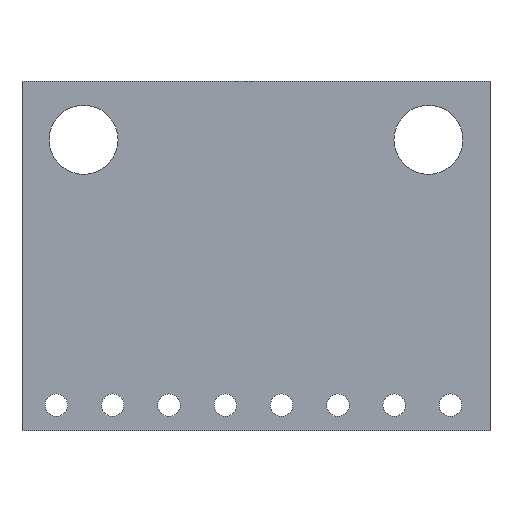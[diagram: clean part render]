
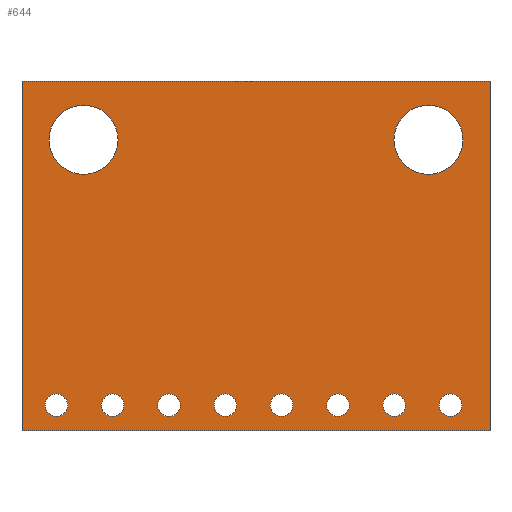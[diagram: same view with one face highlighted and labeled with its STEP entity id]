
A CAD part, front view. The second image highlights one B-rep face of the part: STEP entity #644.
In plain terms, the highlighted planar face has unit normal (0, -1, 0).
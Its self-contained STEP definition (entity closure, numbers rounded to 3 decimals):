
#91 = VERTEX_POINT('',#92);
#92 = CARTESIAN_POINT('',(8.776,-0.572,-7.239));
#98 = EDGE_CURVE('',#91,#99,#101,.T.);
#99 = VERTEX_POINT('',#100);
#100 = CARTESIAN_POINT('',(8.776,-0.572,-6.223));
#101 = CIRCLE('',#102,0.508);
#102 = AXIS2_PLACEMENT_3D('',#103,#104,#105);
#103 = CARTESIAN_POINT('',(8.776,-0.572,-6.731));
#104 = DIRECTION('',(0.,1.,0.));
#105 = DIRECTION('',(0.,0.,1.));
#133 = VERTEX_POINT('',#134);
#134 = CARTESIAN_POINT('',(6.236,-0.572,-7.239));
#140 = EDGE_CURVE('',#133,#141,#143,.T.);
#141 = VERTEX_POINT('',#142);
#142 = CARTESIAN_POINT('',(6.236,-0.572,-6.223));
#143 = CIRCLE('',#144,0.508);
#144 = AXIS2_PLACEMENT_3D('',#145,#146,#147);
#145 = CARTESIAN_POINT('',(6.236,-0.572,-6.731));
#146 = DIRECTION('',(0.,1.,0.));
#147 = DIRECTION('',(0.,0.,1.));
#175 = VERTEX_POINT('',#176);
#176 = CARTESIAN_POINT('',(3.696,-0.572,-7.239));
#182 = EDGE_CURVE('',#175,#183,#185,.T.);
#183 = VERTEX_POINT('',#184);
#184 = CARTESIAN_POINT('',(3.696,-0.572,-6.223));
#185 = CIRCLE('',#186,0.508);
#186 = AXIS2_PLACEMENT_3D('',#187,#188,#189);
#187 = CARTESIAN_POINT('',(3.696,-0.572,-6.731));
#188 = DIRECTION('',(0.,1.,0.));
#189 = DIRECTION('',(0.,0.,1.));
#217 = VERTEX_POINT('',#218);
#218 = CARTESIAN_POINT('',(1.156,-0.572,-7.239));
#224 = EDGE_CURVE('',#217,#225,#227,.T.);
#225 = VERTEX_POINT('',#226);
#226 = CARTESIAN_POINT('',(1.156,-0.572,-6.223));
#227 = CIRCLE('',#228,0.508);
#228 = AXIS2_PLACEMENT_3D('',#229,#230,#231);
#229 = CARTESIAN_POINT('',(1.156,-0.572,-6.731));
#230 = DIRECTION('',(0.,1.,0.));
#231 = DIRECTION('',(0.,0.,1.));
#259 = VERTEX_POINT('',#260);
#260 = CARTESIAN_POINT('',(-1.384,-0.572,-7.239));
#266 = EDGE_CURVE('',#259,#267,#269,.T.);
#267 = VERTEX_POINT('',#268);
#268 = CARTESIAN_POINT('',(-1.384,-0.572,-6.223));
#269 = CIRCLE('',#270,0.508);
#270 = AXIS2_PLACEMENT_3D('',#271,#272,#273);
#271 = CARTESIAN_POINT('',(-1.384,-0.572,-6.731));
#272 = DIRECTION('',(0.,1.,0.));
#273 = DIRECTION('',(0.,0.,1.));
#301 = VERTEX_POINT('',#302);
#302 = CARTESIAN_POINT('',(-3.924,-0.572,-7.239));
#308 = EDGE_CURVE('',#301,#309,#311,.T.);
#309 = VERTEX_POINT('',#310);
#310 = CARTESIAN_POINT('',(-3.924,-0.572,-6.223));
#311 = CIRCLE('',#312,0.508);
#312 = AXIS2_PLACEMENT_3D('',#313,#314,#315);
#313 = CARTESIAN_POINT('',(-3.924,-0.572,-6.731));
#314 = DIRECTION('',(0.,1.,0.));
#315 = DIRECTION('',(0.,0.,1.));
#343 = VERTEX_POINT('',#344);
#344 = CARTESIAN_POINT('',(-6.464,-0.572,-7.239));
#350 = EDGE_CURVE('',#343,#351,#353,.T.);
#351 = VERTEX_POINT('',#352);
#352 = CARTESIAN_POINT('',(-6.464,-0.572,-6.223));
#353 = CIRCLE('',#354,0.508);
#354 = AXIS2_PLACEMENT_3D('',#355,#356,#357);
#355 = CARTESIAN_POINT('',(-6.464,-0.572,-6.731));
#356 = DIRECTION('',(0.,1.,0.));
#357 = DIRECTION('',(0.,0.,1.));
#385 = VERTEX_POINT('',#386);
#386 = CARTESIAN_POINT('',(-9.004,-0.572,-7.239));
#392 = EDGE_CURVE('',#385,#393,#395,.T.);
#393 = VERTEX_POINT('',#394);
#394 = CARTESIAN_POINT('',(-9.004,-0.572,-6.223));
#395 = CIRCLE('',#396,0.508);
#396 = AXIS2_PLACEMENT_3D('',#397,#398,#399);
#397 = CARTESIAN_POINT('',(-9.004,-0.572,-6.731));
#398 = DIRECTION('',(0.,1.,0.));
#399 = DIRECTION('',(0.,0.,1.));
#427 = VERTEX_POINT('',#428);
#428 = CARTESIAN_POINT('',(7.779,-0.572,3.683));
#434 = EDGE_CURVE('',#427,#435,#437,.T.);
#435 = VERTEX_POINT('',#436);
#436 = CARTESIAN_POINT('',(7.779,-0.572,6.795));
#437 = CIRCLE('',#438,1.556);
#438 = AXIS2_PLACEMENT_3D('',#439,#440,#441);
#439 = CARTESIAN_POINT('',(7.779,-0.572,5.239));
#440 = DIRECTION('',(0.,1.,0.));
#441 = DIRECTION('',(0.,0.,-1.));
#469 = VERTEX_POINT('',#470);
#470 = CARTESIAN_POINT('',(-7.779,-0.572,3.683));
#476 = EDGE_CURVE('',#469,#477,#479,.T.);
#477 = VERTEX_POINT('',#478);
#478 = CARTESIAN_POINT('',(-7.779,-0.572,6.795));
#479 = CIRCLE('',#480,1.556);
#480 = AXIS2_PLACEMENT_3D('',#481,#482,#483);
#481 = CARTESIAN_POINT('',(-7.779,-0.572,5.239));
#482 = DIRECTION('',(0.,1.,0.));
#483 = DIRECTION('',(0.,0.,1.));
#644 = ADVANCED_FACE('',(#645,#655,#665,#675,#685,#695,#729,#739,#749,
    #759,#769),#779,.T.);
#645 = FACE_BOUND('',#646,.T.);
#646 = EDGE_LOOP('',(#647,#648));
#647 = ORIENTED_EDGE('',*,*,#140,.T.);
#648 = ORIENTED_EDGE('',*,*,#649,.T.);
#649 = EDGE_CURVE('',#141,#133,#650,.T.);
#650 = CIRCLE('',#651,0.508);
#651 = AXIS2_PLACEMENT_3D('',#652,#653,#654);
#652 = CARTESIAN_POINT('',(6.236,-0.572,-6.731));
#653 = DIRECTION('',(0.,1.,0.));
#654 = DIRECTION('',(0.,0.,1.));
#655 = FACE_BOUND('',#656,.T.);
#656 = EDGE_LOOP('',(#657,#658));
#657 = ORIENTED_EDGE('',*,*,#224,.T.);
#658 = ORIENTED_EDGE('',*,*,#659,.T.);
#659 = EDGE_CURVE('',#225,#217,#660,.T.);
#660 = CIRCLE('',#661,0.508);
#661 = AXIS2_PLACEMENT_3D('',#662,#663,#664);
#662 = CARTESIAN_POINT('',(1.156,-0.572,-6.731));
#663 = DIRECTION('',(0.,1.,0.));
#664 = DIRECTION('',(0.,0.,1.));
#665 = FACE_BOUND('',#666,.T.);
#666 = EDGE_LOOP('',(#667,#668));
#667 = ORIENTED_EDGE('',*,*,#308,.T.);
#668 = ORIENTED_EDGE('',*,*,#669,.T.);
#669 = EDGE_CURVE('',#309,#301,#670,.T.);
#670 = CIRCLE('',#671,0.508);
#671 = AXIS2_PLACEMENT_3D('',#672,#673,#674);
#672 = CARTESIAN_POINT('',(-3.924,-0.572,-6.731));
#673 = DIRECTION('',(0.,1.,0.));
#674 = DIRECTION('',(0.,0.,1.));
#675 = FACE_BOUND('',#676,.T.);
#676 = EDGE_LOOP('',(#677,#678));
#677 = ORIENTED_EDGE('',*,*,#392,.T.);
#678 = ORIENTED_EDGE('',*,*,#679,.T.);
#679 = EDGE_CURVE('',#393,#385,#680,.T.);
#680 = CIRCLE('',#681,0.508);
#681 = AXIS2_PLACEMENT_3D('',#682,#683,#684);
#682 = CARTESIAN_POINT('',(-9.004,-0.572,-6.731));
#683 = DIRECTION('',(0.,1.,0.));
#684 = DIRECTION('',(0.,0.,1.));
#685 = FACE_BOUND('',#686,.T.);
#686 = EDGE_LOOP('',(#687,#688));
#687 = ORIENTED_EDGE('',*,*,#476,.T.);
#688 = ORIENTED_EDGE('',*,*,#689,.T.);
#689 = EDGE_CURVE('',#477,#469,#690,.T.);
#690 = CIRCLE('',#691,1.556);
#691 = AXIS2_PLACEMENT_3D('',#692,#693,#694);
#692 = CARTESIAN_POINT('',(-7.779,-0.572,5.239));
#693 = DIRECTION('',(0.,1.,0.));
#694 = DIRECTION('',(0.,0.,1.));
#695 = FACE_BOUND('',#696,.T.);
#696 = EDGE_LOOP('',(#697,#707,#715,#723));
#697 = ORIENTED_EDGE('',*,*,#698,.F.);
#698 = EDGE_CURVE('',#699,#701,#703,.T.);
#699 = VERTEX_POINT('',#700);
#700 = CARTESIAN_POINT('',(10.554,-0.572,7.874));
#701 = VERTEX_POINT('',#702);
#702 = CARTESIAN_POINT('',(10.554,-0.572,-7.874));
#703 = LINE('',#704,#705);
#704 = CARTESIAN_POINT('',(10.554,-0.572,7.874));
#705 = VECTOR('',#706,1.);
#706 = DIRECTION('',(0.,0.,-1.));
#707 = ORIENTED_EDGE('',*,*,#708,.F.);
#708 = EDGE_CURVE('',#709,#699,#711,.T.);
#709 = VERTEX_POINT('',#710);
#710 = CARTESIAN_POINT('',(-10.554,-0.572,7.874));
#711 = LINE('',#712,#713);
#712 = CARTESIAN_POINT('',(-10.554,-0.572,7.874));
#713 = VECTOR('',#714,1.);
#714 = DIRECTION('',(1.,0.,0.));
#715 = ORIENTED_EDGE('',*,*,#716,.F.);
#716 = EDGE_CURVE('',#717,#709,#719,.T.);
#717 = VERTEX_POINT('',#718);
#718 = CARTESIAN_POINT('',(-10.554,-0.572,-7.874));
#719 = LINE('',#720,#721);
#720 = CARTESIAN_POINT('',(-10.554,-0.572,7.874));
#721 = VECTOR('',#722,1.);
#722 = DIRECTION('',(0.,0.,1.));
#723 = ORIENTED_EDGE('',*,*,#724,.F.);
#724 = EDGE_CURVE('',#701,#717,#725,.T.);
#725 = LINE('',#726,#727);
#726 = CARTESIAN_POINT('',(-10.554,-0.572,-7.874));
#727 = VECTOR('',#728,1.);
#728 = DIRECTION('',(-1.,0.,0.));
#729 = FACE_BOUND('',#730,.T.);
#730 = EDGE_LOOP('',(#731,#732));
#731 = ORIENTED_EDGE('',*,*,#434,.T.);
#732 = ORIENTED_EDGE('',*,*,#733,.T.);
#733 = EDGE_CURVE('',#435,#427,#734,.T.);
#734 = CIRCLE('',#735,1.556);
#735 = AXIS2_PLACEMENT_3D('',#736,#737,#738);
#736 = CARTESIAN_POINT('',(7.779,-0.572,5.239));
#737 = DIRECTION('',(0.,1.,0.));
#738 = DIRECTION('',(0.,0.,-1.));
#739 = FACE_BOUND('',#740,.T.);
#740 = EDGE_LOOP('',(#741,#742));
#741 = ORIENTED_EDGE('',*,*,#350,.T.);
#742 = ORIENTED_EDGE('',*,*,#743,.T.);
#743 = EDGE_CURVE('',#351,#343,#744,.T.);
#744 = CIRCLE('',#745,0.508);
#745 = AXIS2_PLACEMENT_3D('',#746,#747,#748);
#746 = CARTESIAN_POINT('',(-6.464,-0.572,-6.731));
#747 = DIRECTION('',(0.,1.,0.));
#748 = DIRECTION('',(0.,0.,1.));
#749 = FACE_BOUND('',#750,.T.);
#750 = EDGE_LOOP('',(#751,#752));
#751 = ORIENTED_EDGE('',*,*,#266,.T.);
#752 = ORIENTED_EDGE('',*,*,#753,.T.);
#753 = EDGE_CURVE('',#267,#259,#754,.T.);
#754 = CIRCLE('',#755,0.508);
#755 = AXIS2_PLACEMENT_3D('',#756,#757,#758);
#756 = CARTESIAN_POINT('',(-1.384,-0.572,-6.731));
#757 = DIRECTION('',(0.,1.,0.));
#758 = DIRECTION('',(0.,0.,1.));
#759 = FACE_BOUND('',#760,.T.);
#760 = EDGE_LOOP('',(#761,#762));
#761 = ORIENTED_EDGE('',*,*,#182,.T.);
#762 = ORIENTED_EDGE('',*,*,#763,.T.);
#763 = EDGE_CURVE('',#183,#175,#764,.T.);
#764 = CIRCLE('',#765,0.508);
#765 = AXIS2_PLACEMENT_3D('',#766,#767,#768);
#766 = CARTESIAN_POINT('',(3.696,-0.572,-6.731));
#767 = DIRECTION('',(0.,1.,0.));
#768 = DIRECTION('',(0.,0.,1.));
#769 = FACE_BOUND('',#770,.T.);
#770 = EDGE_LOOP('',(#771,#772));
#771 = ORIENTED_EDGE('',*,*,#98,.T.);
#772 = ORIENTED_EDGE('',*,*,#773,.T.);
#773 = EDGE_CURVE('',#99,#91,#774,.T.);
#774 = CIRCLE('',#775,0.508);
#775 = AXIS2_PLACEMENT_3D('',#776,#777,#778);
#776 = CARTESIAN_POINT('',(8.776,-0.572,-6.731));
#777 = DIRECTION('',(0.,1.,0.));
#778 = DIRECTION('',(0.,0.,1.));
#779 = PLANE('',#780);
#780 = AXIS2_PLACEMENT_3D('',#781,#782,#783);
#781 = CARTESIAN_POINT('',(0.,-0.572,0.));
#782 = DIRECTION('',(0.,-1.,0.));
#783 = DIRECTION('',(0.,0.,-1.));
